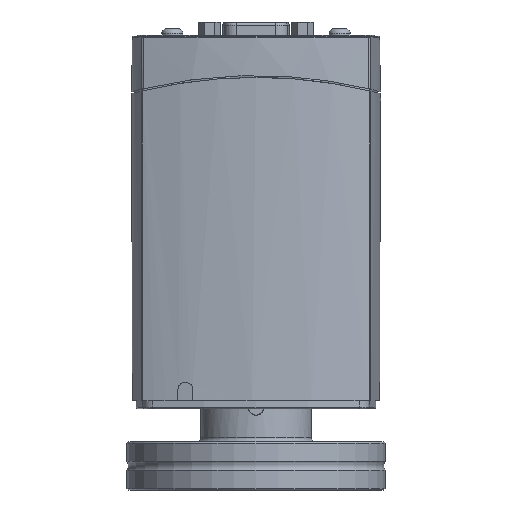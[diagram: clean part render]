
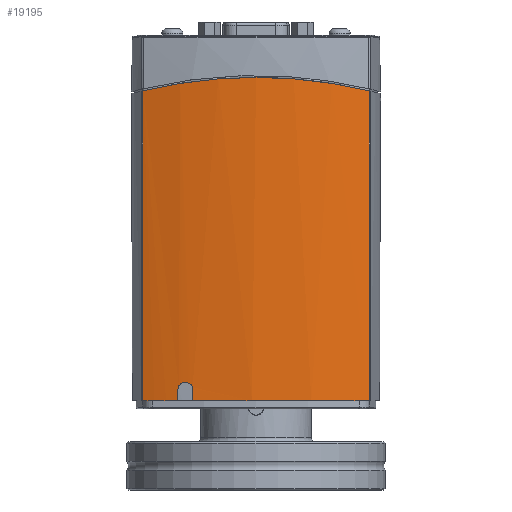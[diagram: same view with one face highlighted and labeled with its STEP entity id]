
A CAD part, front view. The second image highlights one B-rep face of the part: STEP entity #19195.
In plain terms, the highlighted cylindrical face has radius 100 mm (diameter 200 mm), a partial arc.
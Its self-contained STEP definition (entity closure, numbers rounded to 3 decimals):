
#1194=B_SPLINE_CURVE_WITH_KNOTS('',3,(#31030,#31031,#31032,#31033,#31034,
#31035,#31036,#31037,#31038,#31039,#31040,#31041,#31042,#31043,#31044,#31045,
#31046,#31047),.UNSPECIFIED.,.F.,.F.,(4,2,2,2,2,2,2,2,4),(0.,0.075,
0.151,0.227,0.304,0.381,
0.457,0.533,0.608),.UNSPECIFIED.);
#1195=B_SPLINE_CURVE_WITH_KNOTS('',3,(#31052,#31053,#31054,#31055,#31056,
#31057),.UNSPECIFIED.,.F.,.F.,(4,2,4),(3.287,4.714,
6.285),.UNSPECIFIED.);
#1196=B_SPLINE_CURVE_WITH_KNOTS('',3,(#31058,#31059,#31060,#31061,#31062,
#31063),.UNSPECIFIED.,.F.,.F.,(4,2,4),(6.285,7.856,
9.283),.UNSPECIFIED.);
#1438=CYLINDRICAL_SURFACE('',#20644,100.);
#2770=LINE('',#30954,#4266);
#2771=LINE('',#30969,#4267);
#2775=LINE('',#31028,#4271);
#2776=LINE('',#31049,#4272);
#4266=VECTOR('',#24753,10.);
#4267=VECTOR('',#24756,10.);
#4271=VECTOR('',#24776,10.);
#4272=VECTOR('',#24777,10.);
#5393=FACE_OUTER_BOUND('',#6374,.T.);
#6374=EDGE_LOOP('',(#15041,#15042,#15043,#15044,#15045,#15046,#15047,#15048,
#15049));
#7132=CIRCLE('',#20645,100.);
#7133=CIRCLE('',#20646,100.);
#8605=VERTEX_POINT('',#30941);
#8606=VERTEX_POINT('',#30952);
#8608=VERTEX_POINT('',#30957);
#8609=VERTEX_POINT('',#30968);
#8617=VERTEX_POINT('',#31026);
#8618=VERTEX_POINT('',#31027);
#8619=VERTEX_POINT('',#31029);
#8620=VERTEX_POINT('',#31048);
#8621=VERTEX_POINT('',#31051);
#10844=EDGE_CURVE('',#8606,#8605,#2770,.T.);
#10846=EDGE_CURVE('',#8608,#8609,#2771,.T.);
#10859=EDGE_CURVE('',#8617,#8618,#2775,.T.);
#10860=EDGE_CURVE('',#8618,#8619,#1194,.T.);
#10861=EDGE_CURVE('',#8619,#8620,#2776,.T.);
#10862=EDGE_CURVE('',#8620,#8609,#7132,.T.);
#10863=EDGE_CURVE('',#8608,#8621,#1195,.T.);
#10864=EDGE_CURVE('',#8621,#8605,#1196,.T.);
#10865=EDGE_CURVE('',#8606,#8617,#7133,.T.);
#15041=ORIENTED_EDGE('',*,*,#10859,.T.);
#15042=ORIENTED_EDGE('',*,*,#10860,.T.);
#15043=ORIENTED_EDGE('',*,*,#10861,.T.);
#15044=ORIENTED_EDGE('',*,*,#10862,.T.);
#15045=ORIENTED_EDGE('',*,*,#10846,.F.);
#15046=ORIENTED_EDGE('',*,*,#10863,.T.);
#15047=ORIENTED_EDGE('',*,*,#10864,.T.);
#15048=ORIENTED_EDGE('',*,*,#10844,.F.);
#15049=ORIENTED_EDGE('',*,*,#10865,.T.);
#19195=ADVANCED_FACE('',(#5393),#1438,.T.);
#20644=AXIS2_PLACEMENT_3D('',#31025,#24774,#24775);
#20645=AXIS2_PLACEMENT_3D('',#31050,#24778,#24779);
#20646=AXIS2_PLACEMENT_3D('',#31064,#24780,#24781);
#24753=DIRECTION('',(0.,0.,1.));
#24756=DIRECTION('',(0.,0.,-1.));
#24774=DIRECTION('center_axis',(0.,0.,
1.));
#24775=DIRECTION('ref_axis',(-0.308,-0.951,0.));
#24776=DIRECTION('',(0.,0.,1.));
#24777=DIRECTION('',(0.,0.,-1.));
#24778=DIRECTION('center_axis',(0.,0.,
1.));
#24779=DIRECTION('ref_axis',(-0.308,-0.951,0.));
#24780=DIRECTION('center_axis',(0.,0.,
1.));
#24781=DIRECTION('ref_axis',(-0.308,-0.951,0.));
#30941=CARTESIAN_POINT('',(-30.462,-23.247,83.381));
#30952=CARTESIAN_POINT('',(-30.462,-23.247,0.));
#30954=CARTESIAN_POINT('',(-30.462,-23.247,0.));
#30957=CARTESIAN_POINT('',(30.462,-23.247,83.381));
#30968=CARTESIAN_POINT('',(30.462,-23.247,0.));
#30969=CARTESIAN_POINT('',(30.462,-23.247,0.));
#31025=CARTESIAN_POINT('Origin',(0.,72.,0.));
#31026=CARTESIAN_POINT('',(-21.,-25.77,0.));
#31027=CARTESIAN_POINT('',(-21.,-25.77,3.));
#31028=CARTESIAN_POINT('',(-21.,-25.77,0.));
#31029=CARTESIAN_POINT('',(-17.,-26.544,3.));
#31030=CARTESIAN_POINT('Ctrl Pts',(-21.,-25.77,
3.));
#31031=CARTESIAN_POINT('Ctrl Pts',(-21.,-25.77,
3.251));
#31032=CARTESIAN_POINT('Ctrl Pts',(-20.95,-25.781,
3.518));
#31033=CARTESIAN_POINT('Ctrl Pts',(-20.747,-25.824,
4.009));
#31034=CARTESIAN_POINT('Ctrl Pts',(-20.595,-25.856,
4.232));
#31035=CARTESIAN_POINT('Ctrl Pts',(-20.241,-25.93,
4.589));
#31036=CARTESIAN_POINT('Ctrl Pts',(-20.015,-25.977,
4.744));
#31037=CARTESIAN_POINT('Ctrl Pts',(-19.52,-26.077,
4.95));
#31038=CARTESIAN_POINT('Ctrl Pts',(-19.252,-26.13,
5.));
#31039=CARTESIAN_POINT('Ctrl Pts',(-18.75,-26.227,5.));
#31040=CARTESIAN_POINT('Ctrl Pts',(-18.483,-26.277,
4.95));
#31041=CARTESIAN_POINT('Ctrl Pts',(-17.99,-26.369,
4.747));
#31042=CARTESIAN_POINT('Ctrl Pts',(-17.764,-26.41,
4.593));
#31043=CARTESIAN_POINT('Ctrl Pts',(-17.409,-26.473,
4.237));
#31044=CARTESIAN_POINT('Ctrl Pts',(-17.255,-26.5,
4.013));
#31045=CARTESIAN_POINT('Ctrl Pts',(-17.051,-26.536,3.52));
#31046=CARTESIAN_POINT('Ctrl Pts',(-17.,-26.544,
3.252));
#31047=CARTESIAN_POINT('Ctrl Pts',(-17.,-26.544,
3.));
#31048=CARTESIAN_POINT('',(-17.,-26.544,0.));
#31049=CARTESIAN_POINT('',(-17.,-26.544,0.));
#31050=CARTESIAN_POINT('Origin',(0.,72.,0.));
#31051=CARTESIAN_POINT('',(0.,-28.,87.));
#31052=CARTESIAN_POINT('Ctrl Pts',(30.462,-23.247,83.381));
#31053=CARTESIAN_POINT('Ctrl Pts',(25.756,-24.752,84.515));
#31054=CARTESIAN_POINT('Ctrl Pts',(20.898,-25.917,85.404));
#31055=CARTESIAN_POINT('Ctrl Pts',(10.641,-27.581,86.677));
#31056=CARTESIAN_POINT('Ctrl Pts',(5.238,-28.,87.));
#31057=CARTESIAN_POINT('Ctrl Pts',(0.,-28.,87.));
#31058=CARTESIAN_POINT('Ctrl Pts',(0.,-28.,87.));
#31059=CARTESIAN_POINT('Ctrl Pts',(-5.238,-28.,
87.));
#31060=CARTESIAN_POINT('Ctrl Pts',(-10.641,-27.581,86.677));
#31061=CARTESIAN_POINT('Ctrl Pts',(-20.898,-25.917,
85.404));
#31062=CARTESIAN_POINT('Ctrl Pts',(-25.756,-24.752,
84.515));
#31063=CARTESIAN_POINT('Ctrl Pts',(-30.462,-23.247,
83.381));
#31064=CARTESIAN_POINT('Origin',(0.,72.,0.));
